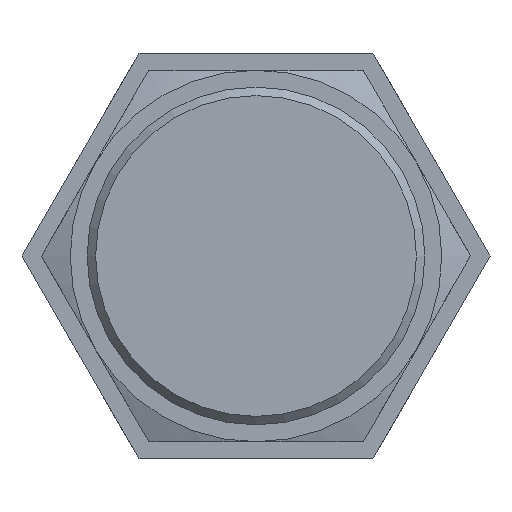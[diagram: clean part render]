
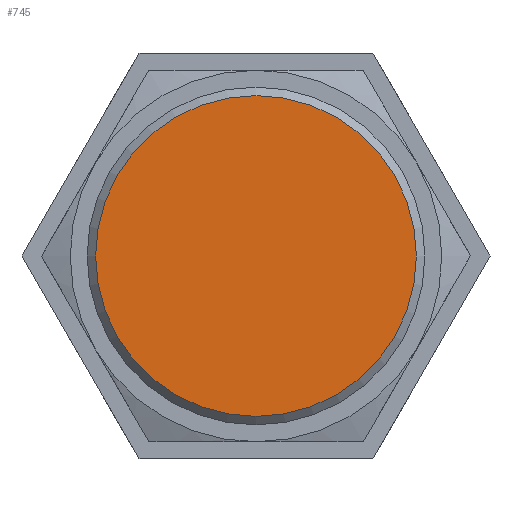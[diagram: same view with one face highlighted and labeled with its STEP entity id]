
A CAD part, front view. The second image highlights one B-rep face of the part: STEP entity #745.
In plain terms, the highlighted planar face has unit normal (0, -1, 0).
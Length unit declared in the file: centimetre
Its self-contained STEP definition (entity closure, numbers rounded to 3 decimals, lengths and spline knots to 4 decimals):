
#163=FACE_OUTER_BOUND('',#216,.T.);
#216=EDGE_LOOP('',(#485));
#290=CIRCLE('',#801,0.95);
#321=VERTEX_POINT('',#1092);
#388=EDGE_CURVE('',#321,#321,#290,.T.);
#485=ORIENTED_EDGE('',*,*,#388,.F.);
#679=PLANE('',#800);
#745=ADVANCED_FACE('',(#163),#679,.F.);
#800=AXIS2_PLACEMENT_3D('',#1091,#886,#887);
#801=AXIS2_PLACEMENT_3D('',#1093,#888,#889);
#886=DIRECTION('center_axis',(0.,1.,0.));
#887=DIRECTION('ref_axis',(0.,0.,1.));
#888=DIRECTION('center_axis',(0.,1.,0.));
#889=DIRECTION('ref_axis',(1.,0.,0.));
#1091=CARTESIAN_POINT('Origin',(1.6166,0.28,1.4));
#1092=CARTESIAN_POINT('',(0.6666,0.28,1.4));
#1093=CARTESIAN_POINT('Origin',(1.6166,0.28,1.4));
